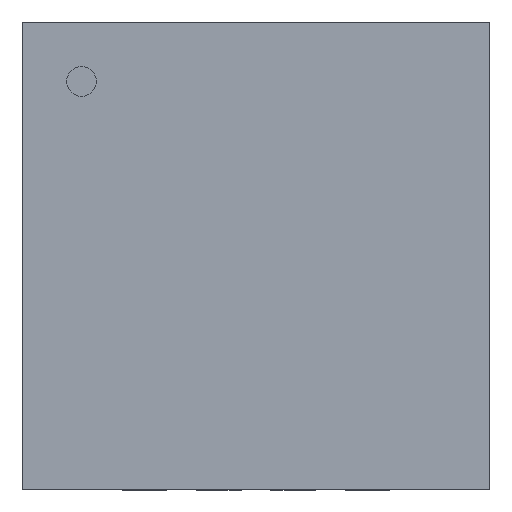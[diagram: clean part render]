
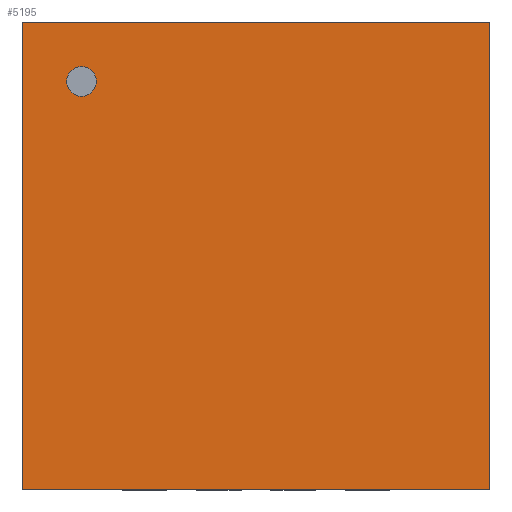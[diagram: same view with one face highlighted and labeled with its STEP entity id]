
A CAD part, top view. The second image highlights one B-rep face of the part: STEP entity #5195.
In plain terms, the highlighted planar face has unit normal (0, 0, 1).
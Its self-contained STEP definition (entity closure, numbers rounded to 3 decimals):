
#2829=CARTESIAN_POINT('',(-1.075,1.175,1.0));
#2830=VERTEX_POINT('',#2829);
#2839=CARTESIAN_POINT('',(-1.275,1.175,1.0));
#2840=VERTEX_POINT('',#2839);
#2841=CARTESIAN_POINT('',(-1.175,1.175,1.0));
#2842=DIRECTION('',(0.0,0.0,-1.0));
#2843=DIRECTION('',(1.0,0.0,0.0));
#2844=AXIS2_PLACEMENT_3D('',#2841,#2842,#2843);
#2845=CIRCLE('',#2844,0.1);
#2846=EDGE_CURVE('',#2840,#2830,#2845,.T.);
#4845=CARTESIAN_POINT('',(-1.575,-1.575,1.0));
#4846=VERTEX_POINT('',#4845);
#4853=CARTESIAN_POINT('',(-1.575,1.575,1.0));
#4854=VERTEX_POINT('',#4853);
#4855=CARTESIAN_POINT('',(-1.575,-1.575,1.0));
#4856=DIRECTION('',(0.0,1.0,0.0));
#4857=VECTOR('',#4856,3.15);
#4858=LINE('',#4855,#4857);
#4859=EDGE_CURVE('',#4846,#4854,#4858,.T.);
#4921=CARTESIAN_POINT('',(1.575,-1.575,1.0));
#4922=VERTEX_POINT('',#4921);
#4929=CARTESIAN_POINT('',(1.575,-1.575,1.0));
#4930=DIRECTION('',(-1.0,0.0,0.0));
#4931=VECTOR('',#4930,3.15);
#4932=LINE('',#4929,#4931);
#4933=EDGE_CURVE('',#4922,#4846,#4932,.T.);
#4988=CARTESIAN_POINT('',(1.575,1.575,1.0));
#4989=VERTEX_POINT('',#4988);
#4996=CARTESIAN_POINT('',(1.575,1.575,1.0));
#4997=DIRECTION('',(0.0,-1.0,0.0));
#4998=VECTOR('',#4997,3.15);
#4999=LINE('',#4996,#4998);
#5000=EDGE_CURVE('',#4989,#4922,#4999,.T.);
#5054=CARTESIAN_POINT('',(-1.575,1.575,1.0));
#5055=DIRECTION('',(1.0,0.0,0.0));
#5056=VECTOR('',#5055,3.15);
#5057=LINE('',#5054,#5056);
#5058=EDGE_CURVE('',#4854,#4989,#5057,.T.);
#5160=CARTESIAN_POINT('',(-1.175,1.175,1.0));
#5161=DIRECTION('',(0.0,0.0,-1.0));
#5162=DIRECTION('',(1.0,0.0,0.0));
#5163=AXIS2_PLACEMENT_3D('',#5160,#5161,#5162);
#5164=CIRCLE('',#5163,0.1);
#5165=EDGE_CURVE('',#2830,#2840,#5164,.T.);
#5180=CARTESIAN_POINT('',(0.,0.,1.0));
#5181=DIRECTION('',(0.0,0.0,1.0));
#5182=DIRECTION('',(1.0,0.0,0.0));
#5183=AXIS2_PLACEMENT_3D('',#5180,#5181,#5182);
#5184=PLANE('',#5183);
#5185=ORIENTED_EDGE('',*,*,#5000,.F.);
#5186=ORIENTED_EDGE('',*,*,#5058,.F.);
#5187=ORIENTED_EDGE('',*,*,#4859,.F.);
#5188=ORIENTED_EDGE('',*,*,#4933,.F.);
#5189=EDGE_LOOP('',(#5185,#5186,#5187,#5188));
#5190=FACE_OUTER_BOUND('',#5189,.T.);
#5191=ORIENTED_EDGE('',*,*,#5165,.T.);
#5192=ORIENTED_EDGE('',*,*,#2846,.T.);
#5193=EDGE_LOOP('',(#5191,#5192));
#5194=FACE_BOUND('',#5193,.T.);
#5195=ADVANCED_FACE('',(#5190,#5194),#5184,.T.);
